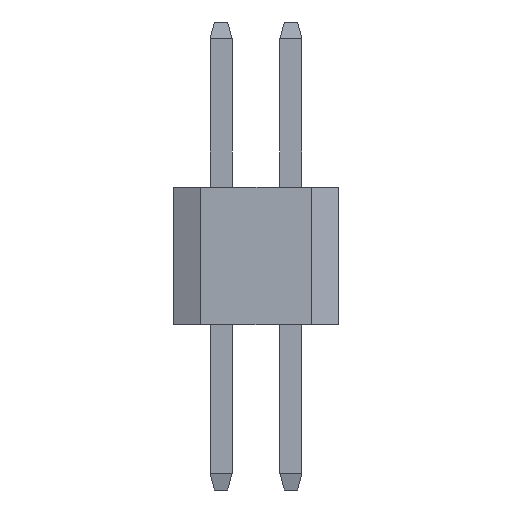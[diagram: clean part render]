
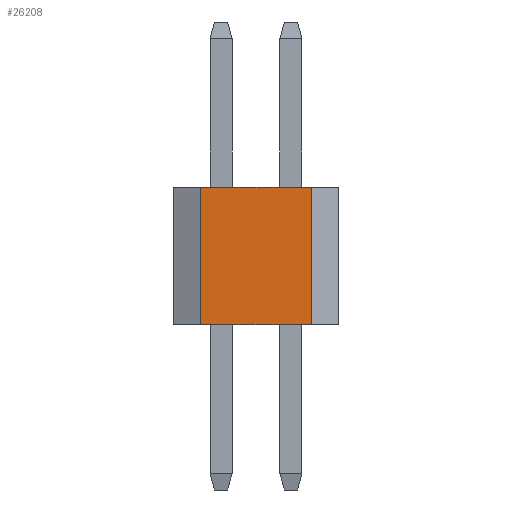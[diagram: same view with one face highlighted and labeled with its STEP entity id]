
A CAD part, left-side view. The second image highlights one B-rep face of the part: STEP entity #26208.
In plain terms, the highlighted planar face has unit normal (-1, 0, 0).
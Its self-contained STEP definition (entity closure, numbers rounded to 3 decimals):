
#76 = EDGE_CURVE ( 'NONE', #25068, #29080, #2797, .T. ) ;
#661 = CARTESIAN_POINT ( 'NONE',  ( -8.89, -1., 0. ) ) ;
#1035 = DIRECTION ( 'NONE',  ( 0., 0., -1. ) ) ;
#1365 = VERTEX_POINT ( 'NONE', #19164 ) ;
#2797 = LINE ( 'NONE', #25365, #17266 ) ;
#3209 = VERTEX_POINT ( 'NONE', #24787 ) ;
#3635 = CARTESIAN_POINT ( 'NONE',  ( -8.89, 1., 0. ) ) ;
#4216 = PLANE ( 'NONE',  #22288 ) ;
#4806 = EDGE_CURVE ( 'NONE', #29080, #3209, #13711, .T. ) ;
#5078 = LINE ( 'NONE', #661, #21640 ) ;
#5194 = VECTOR ( 'NONE', #10694, 1000. ) ;
#8988 = CARTESIAN_POINT ( 'NONE',  ( -8.89, -1.5, 2.5 ) ) ;
#10694 = DIRECTION ( 'NONE',  ( 0., -1., 0. ) ) ;
#12531 = DIRECTION ( 'NONE',  ( 1., 0., 0. ) ) ;
#12914 = LINE ( 'NONE', #21909, #5194 ) ;
#13083 = ORIENTED_EDGE ( 'NONE', *, *, #13794, .T. ) ;
#13107 = ORIENTED_EDGE ( 'NONE', *, *, #4806, .F. ) ;
#13554 = DIRECTION ( 'NONE',  ( 0., -1., 0. ) ) ;
#13711 = LINE ( 'NONE', #8988, #22802 ) ;
#13794 = EDGE_CURVE ( 'NONE', #1365, #3209, #5078, .T. ) ;
#16103 = CARTESIAN_POINT ( 'NONE',  ( -8.89, 1., 2.5 ) ) ;
#16882 = EDGE_LOOP ( 'NONE', ( #23384, #13083, #13107, #22601 ) ) ;
#17266 = VECTOR ( 'NONE', #18281, 1000. ) ;
#18281 = DIRECTION ( 'NONE',  ( 0., 0., 1. ) ) ;
#19164 = CARTESIAN_POINT ( 'NONE',  ( -8.89, -1., 0. ) ) ;
#21254 = CARTESIAN_POINT ( 'NONE',  ( -8.89, -1.5, 2.5 ) ) ;
#21396 = FACE_OUTER_BOUND ( 'NONE', #16882, .T. ) ;
#21463 = EDGE_CURVE ( 'NONE', #25068, #1365, #12914, .T. ) ;
#21640 = VECTOR ( 'NONE', #27211, 1000. ) ;
#21909 = CARTESIAN_POINT ( 'NONE',  ( -8.89, -1.5, 0. ) ) ;
#22288 = AXIS2_PLACEMENT_3D ( 'NONE', #21254, #12531, #1035 ) ;
#22601 = ORIENTED_EDGE ( 'NONE', *, *, #76, .F. ) ;
#22802 = VECTOR ( 'NONE', #13554, 1000. ) ;
#23384 = ORIENTED_EDGE ( 'NONE', *, *, #21463, .T. ) ;
#24787 = CARTESIAN_POINT ( 'NONE',  ( -8.89, -1., 2.5 ) ) ;
#25068 = VERTEX_POINT ( 'NONE', #3635 ) ;
#25365 = CARTESIAN_POINT ( 'NONE',  ( -8.89, 1., 0. ) ) ;
#26208 = ADVANCED_FACE ( 'NONE', ( #21396 ), #4216, .F. ) ;
#27211 = DIRECTION ( 'NONE',  ( 0., 0., 1. ) ) ;
#29080 = VERTEX_POINT ( 'NONE', #16103 ) ;
